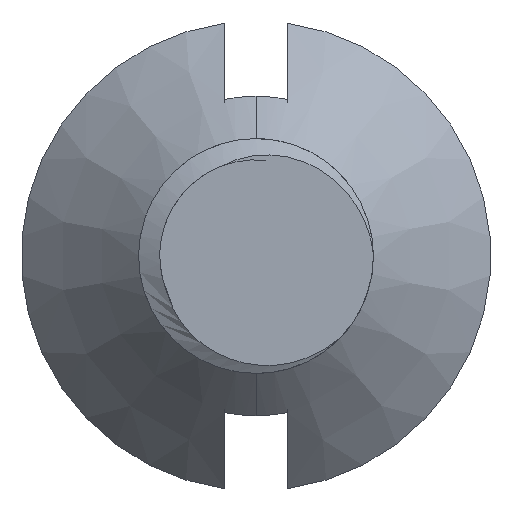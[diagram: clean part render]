
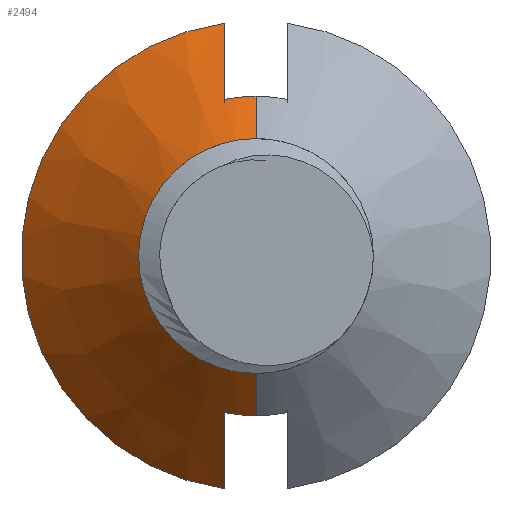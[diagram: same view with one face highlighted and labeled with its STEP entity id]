
A CAD part, front view. The second image highlights one B-rep face of the part: STEP entity #2494.
In plain terms, the highlighted conical face has half-angle 45 degrees and reference radius 1.5 mm.
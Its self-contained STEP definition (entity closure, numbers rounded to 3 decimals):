
#9 = EDGE_CURVE ( 'NONE', #42, #434, #2071, .T. ) ;
#35 = EDGE_CURVE ( 'NONE', #1395, #434, #3585, .T. ) ;
#40 = CONICAL_SURFACE ( 'NONE', #4044, 1.5, 0.785 ) ;
#42 = VERTEX_POINT ( 'NONE', #947 ) ;
#64 = EDGE_CURVE ( 'NONE', #2574, #3416, #2754, .T. ) ;
#81 = CARTESIAN_POINT ( 'NONE',  ( -0.4, 9.04, -2. ) ) ;
#114 = LINE ( 'NONE', #4463, #2635 ) ;
#164 = DIRECTION ( 'NONE',  ( 0., 0., -1. ) ) ;
#201 = ORIENTED_EDGE ( 'NONE', *, *, #1129, .T. ) ;
#255 = EDGE_CURVE ( 'NONE', #3907, #2574, #2315, .T. ) ;
#294 = ORIENTED_EDGE ( 'NONE', *, *, #255, .F. ) ;
#434 = VERTEX_POINT ( 'NONE', #1862 ) ;
#493 = CARTESIAN_POINT ( 'NONE',  ( -0.4, 9.04, 2. ) ) ;
#562 = AXIS2_PLACEMENT_3D ( 'NONE', #966, #2431, #3869 ) ;
#573 = DIRECTION ( 'NONE',  ( 0., -1., 0. ) ) ;
#581 = AXIS2_PLACEMENT_3D ( 'NONE', #843, #1946, #164 ) ;
#604 = DIRECTION ( 'NONE',  ( 0., 1., 0. ) ) ;
#843 = CARTESIAN_POINT ( 'NONE',  ( 0., 9.04, 0. ) ) ;
#947 = CARTESIAN_POINT ( 'NONE',  ( -0.4, 10., 2.973 ) ) ;
#966 = CARTESIAN_POINT ( 'NONE',  ( 0., 8.5, 0. ) ) ;
#994 = VECTOR ( 'NONE', #2053, 1000. ) ;
#1017 = ORIENTED_EDGE ( 'NONE', *, *, #3240, .F. ) ;
#1129 = EDGE_CURVE ( 'NONE', #3907, #4597, #114, .T. ) ;
#1269 = ORIENTED_EDGE ( 'NONE', *, *, #35, .F. ) ;
#1322 = CARTESIAN_POINT ( 'NONE',  ( -0.4, 9.359, -2.326 ) ) ;
#1331 = DIRECTION ( 'NONE',  ( 0., 0., 1. ) ) ;
#1393 = CARTESIAN_POINT ( 'NONE',  ( -0.4, 9.04, 2. ) ) ;
#1395 = VERTEX_POINT ( 'NONE', #81 ) ;
#1459 = CARTESIAN_POINT ( 'NONE',  ( 0., 9.04, 2.04 ) ) ;
#1609 = CARTESIAN_POINT ( 'NONE',  ( 0., 9.04, 0. ) ) ;
#1621 = EDGE_CURVE ( 'NONE', #2212, #4597, #4640, .T. ) ;
#1862 = CARTESIAN_POINT ( 'NONE',  ( -0.4, 10., -2.973 ) ) ;
#1931 = EDGE_LOOP ( 'NONE', ( #2994, #294, #201, #2359, #4524, #4505, #1269, #1017 ) ) ;
#1946 = DIRECTION ( 'NONE',  ( 0., 1., 0. ) ) ;
#1947 = DIRECTION ( 'NONE',  ( 0., 0., -1. ) ) ;
#2032 = DIRECTION ( 'NONE',  ( 0., 0., -1. ) ) ;
#2053 = DIRECTION ( 'NONE',  ( 0., 0.707, -0.707 ) ) ;
#2071 = CIRCLE ( 'NONE', #2670, 3. ) ;
#2077 = CARTESIAN_POINT ( 'NONE',  ( -0.4, 10., 2.973 ) ) ;
#2212 = VERTEX_POINT ( 'NONE', #493 ) ;
#2240 = AXIS2_PLACEMENT_3D ( 'NONE', #1609, #2741, #1947 ) ;
#2315 = CIRCLE ( 'NONE', #562, 1.5 ) ;
#2359 = ORIENTED_EDGE ( 'NONE', *, *, #1621, .F. ) ;
#2410 = CARTESIAN_POINT ( 'NONE',  ( 0., 8.5, -1.5 ) ) ;
#2417 = FACE_OUTER_BOUND ( 'NONE', #1931, .T. ) ;
#2431 = DIRECTION ( 'NONE',  ( 0., -1., 0. ) ) ;
#2494 = ADVANCED_FACE ( 'NONE', ( #2417 ), #40, .T. ) ;
#2554 = B_SPLINE_CURVE_WITH_KNOTS ( 'NONE', 3,
 ( #2077, #3228, #4570, #1393 ),
 .UNSPECIFIED., .F., .F.,
 ( 4, 4 ),
 ( 0., 0.001 ),
 .UNSPECIFIED. ) ;
#2574 = VERTEX_POINT ( 'NONE', #2910 ) ;
#2628 = DIRECTION ( 'NONE',  ( 0., 0.707, 0.707 ) ) ;
#2635 = VECTOR ( 'NONE', #2628, 1000. ) ;
#2670 = AXIS2_PLACEMENT_3D ( 'NONE', #4199, #573, #2032 ) ;
#2741 = DIRECTION ( 'NONE',  ( 0., 1., 0. ) ) ;
#2754 = LINE ( 'NONE', #2410, #994 ) ;
#2910 = CARTESIAN_POINT ( 'NONE',  ( 0., 8.5, -1.5 ) ) ;
#2994 = ORIENTED_EDGE ( 'NONE', *, *, #64, .F. ) ;
#3228 = CARTESIAN_POINT ( 'NONE',  ( -0.4, 9.679, 2.65 ) ) ;
#3240 = EDGE_CURVE ( 'NONE', #3416, #1395, #4065, .T. ) ;
#3416 = VERTEX_POINT ( 'NONE', #4415 ) ;
#3557 = CARTESIAN_POINT ( 'NONE',  ( -0.4, 10., -2.973 ) ) ;
#3585 = B_SPLINE_CURVE_WITH_KNOTS ( 'NONE', 3,
 ( #3824, #1322, #4651, #3557 ),
 .UNSPECIFIED., .F., .F.,
 ( 4, 4 ),
 ( 0.007, 0.008 ),
 .UNSPECIFIED. ) ;
#3824 = CARTESIAN_POINT ( 'NONE',  ( -0.4, 9.04, -2. ) ) ;
#3857 = CARTESIAN_POINT ( 'NONE',  ( 0., 8.5, 0. ) ) ;
#3869 = DIRECTION ( 'NONE',  ( 0., 0., -1. ) ) ;
#3907 = VERTEX_POINT ( 'NONE', #4123 ) ;
#4044 = AXIS2_PLACEMENT_3D ( 'NONE', #3857, #604, #1331 ) ;
#4065 = CIRCLE ( 'NONE', #581, 2.04 ) ;
#4123 = CARTESIAN_POINT ( 'NONE',  ( 0., 8.5, 1.5 ) ) ;
#4199 = CARTESIAN_POINT ( 'NONE',  ( 0., 10., 0. ) ) ;
#4415 = CARTESIAN_POINT ( 'NONE',  ( 0., 9.04, -2.04 ) ) ;
#4429 = EDGE_CURVE ( 'NONE', #42, #2212, #2554, .T. ) ;
#4463 = CARTESIAN_POINT ( 'NONE',  ( 0., 8.5, 1.5 ) ) ;
#4505 = ORIENTED_EDGE ( 'NONE', *, *, #9, .T. ) ;
#4524 = ORIENTED_EDGE ( 'NONE', *, *, #4429, .F. ) ;
#4570 = CARTESIAN_POINT ( 'NONE',  ( -0.4, 9.359, 2.326 ) ) ;
#4597 = VERTEX_POINT ( 'NONE', #1459 ) ;
#4640 = CIRCLE ( 'NONE', #2240, 2.04 ) ;
#4651 = CARTESIAN_POINT ( 'NONE',  ( -0.4, 9.679, -2.65 ) ) ;
